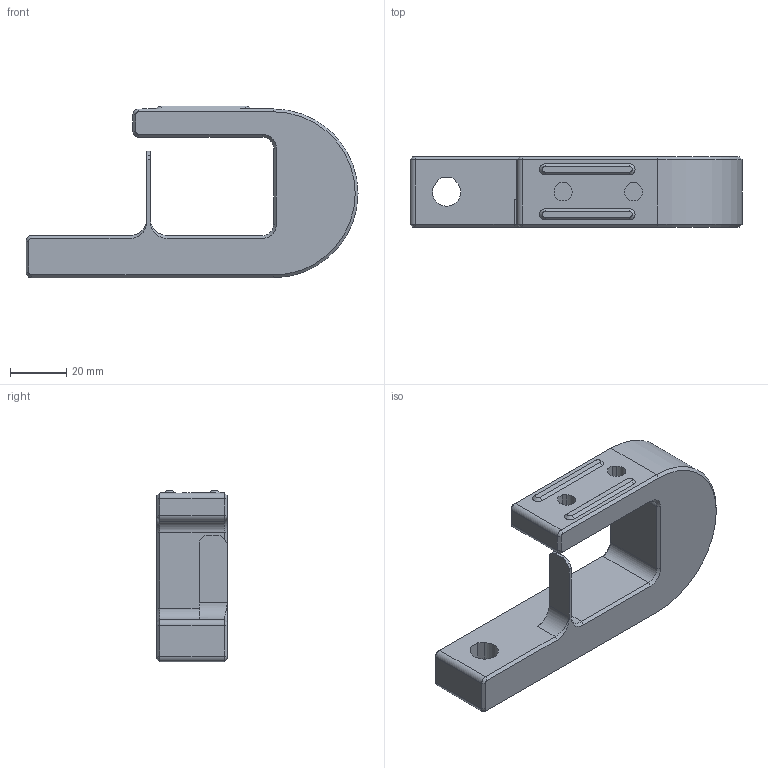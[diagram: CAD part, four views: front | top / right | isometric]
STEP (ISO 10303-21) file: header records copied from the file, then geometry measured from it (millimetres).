
FILE_DESCRIPTION(('FreeCAD Model'),'2;1');
FILE_NAME('Open CASCADE Shape Model','2025-04-22T18:13:21',(''),(''), 'Open CASCADE STEP processor 7.8','FreeCAD','Unknown');
FILE_SCHEMA(('AUTOMOTIVE_DESIGN { 1 0 10303 214 1 1 1 1 }'));
Length unit declared in the file: millimetre
Products named in the file (1): Mounting Hook Export
Bounding box: 118 x 25 x 61 mm (x, y, z)
Volume: 79093.3 mm3; surface area: 17933.6 mm2
Topology: 1 solids, 1 shells, 94 faces, 237 edges, 148 vertices
Faces by surface type: plane 60, cone 20, cylinder 14
Entity records: 2914 total; most frequent: CARTESIAN_POINT 605, ORIENTED_EDGE 474, DIRECTION 471, EDGE_CURVE 237, LINE 173, VECTOR 173, AXIS2_PLACEMENT_3D 149, VERTEX_POINT 148
